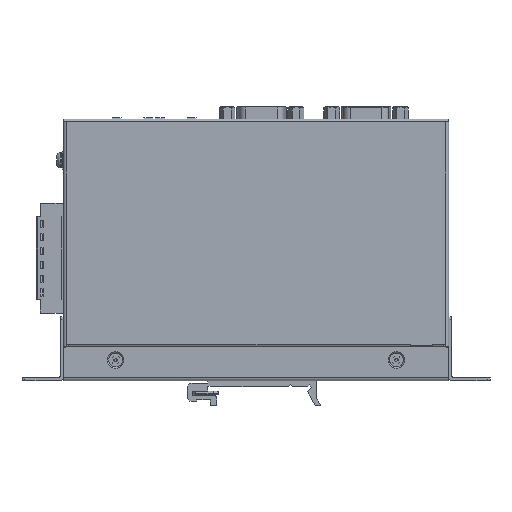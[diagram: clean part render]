
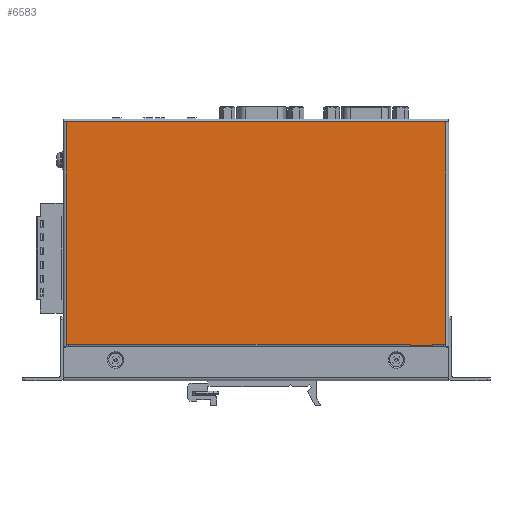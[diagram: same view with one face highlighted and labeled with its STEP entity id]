
A CAD part, left-side view. The second image highlights one B-rep face of the part: STEP entity #6583.
In plain terms, the highlighted planar face has unit normal (-1, 0, 0).
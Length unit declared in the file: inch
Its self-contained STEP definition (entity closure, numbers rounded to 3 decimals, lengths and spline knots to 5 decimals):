
#1287 = DIRECTION ( 'NONE',  ( 0., 0., 1. ) ) ;
#1699 = CARTESIAN_POINT ( 'NONE',  ( -0.82677, -2.58392, 0.61024 ) ) ;
#2250 = ORIENTED_EDGE ( 'NONE', *, *, #38088, .F. ) ;
#5659 = EDGE_CURVE ( 'NONE', #20530, #77351, #73367, .T. ) ;
#6346 = VERTEX_POINT ( 'NONE', #90359 ) ;
#6583 = ADVANCED_FACE ( 'NONE', ( #34444 ), #44287, .F. ) ;
#6717 = ORIENTED_EDGE ( 'NONE', *, *, #123510, .F. ) ;
#10030 = VECTOR ( 'NONE', #90609, 39.37008 ) ;
#10603 = EDGE_CURVE ( 'NONE', #128149, #118088, #15265, .T. ) ;
#10784 = DIRECTION ( 'NONE',  ( 0., -1., 0. ) ) ;
#10827 = CARTESIAN_POINT ( 'NONE',  ( -0.82677, 2.69168, 0.12992 ) ) ;
#11623 = EDGE_CURVE ( 'NONE', #77351, #33949, #77949, .T. ) ;
#13502 = VECTOR ( 'NONE', #62923, 39.37008 ) ;
#13538 = DIRECTION ( 'NONE',  ( 0., 0., -1. ) ) ;
#15209 = DIRECTION ( 'NONE',  ( 0., 1., 0. ) ) ;
#15265 = LINE ( 'NONE', #112802, #63987 ) ;
#15333 = VECTOR ( 'NONE', #29990, 39.37008 ) ;
#15434 = AXIS2_PLACEMENT_3D ( 'NONE', #93994, #54091, #13538 ) ;
#16514 = LINE ( 'NONE', #86502, #74890 ) ;
#19950 = DIRECTION ( 'NONE',  ( 0., 0., 1. ) ) ;
#20473 = CARTESIAN_POINT ( 'NONE',  ( -0.82677, 2.69168, 3.78937 ) ) ;
#20530 = VERTEX_POINT ( 'NONE', #1699 ) ;
#20739 = CARTESIAN_POINT ( 'NONE',  ( -0.82677, 2.69168, 0.61024 ) ) ;
#21588 = EDGE_CURVE ( 'NONE', #105544, #121748, #111544, .T. ) ;
#22029 = DIRECTION ( 'NONE',  ( 0., 1., 0. ) ) ;
#22935 = VECTOR ( 'NONE', #108934, 39.37008 ) ;
#23052 = CARTESIAN_POINT ( 'NONE',  ( -0.82677, -2.58392, 0.12992 ) ) ;
#23871 = EDGE_CURVE ( 'NONE', #6346, #28440, #71186, .T. ) ;
#24776 = CARTESIAN_POINT ( 'NONE',  ( -0.82677, -2.82014, 3.78937 ) ) ;
#28440 = VERTEX_POINT ( 'NONE', #107370 ) ;
#29130 = LINE ( 'NONE', #69026, #22935 ) ;
#29990 = DIRECTION ( 'NONE',  ( 0., 1., 0. ) ) ;
#30277 = CARTESIAN_POINT ( 'NONE',  ( -0.82677, -2.26895, 0.61024 ) ) ;
#30690 = CARTESIAN_POINT ( 'NONE',  ( -0.82677, 2.69168, 3.79134 ) ) ;
#33323 = ORIENTED_EDGE ( 'NONE', *, *, #45594, .F. ) ;
#33949 = VERTEX_POINT ( 'NONE', #93905 ) ;
#34332 = EDGE_CURVE ( 'NONE', #28440, #20530, #16514, .T. ) ;
#34444 = FACE_OUTER_BOUND ( 'NONE', #36187, .T. ) ;
#36187 = EDGE_LOOP ( 'NONE', ( #123462, #58360, #56523, #75733, #94476, #97509, #116694, #70224, #111778, #2250, #109437, #33323, #6717, #126538 ) ) ;
#38088 = EDGE_CURVE ( 'NONE', #121748, #69314, #114196, .T. ) ;
#39178 = DIRECTION ( 'NONE',  ( 0., 1., 0. ) ) ;
#39583 = LINE ( 'NONE', #109557, #95768 ) ;
#44287 = PLANE ( 'NONE',  #15434 ) ;
#45594 = EDGE_CURVE ( 'NONE', #94259, #105544, #50282, .T. ) ;
#48625 = LINE ( 'NONE', #67571, #97286 ) ;
#50282 = LINE ( 'NONE', #111726, #15333 ) ;
#50697 = LINE ( 'NONE', #100425, #66364 ) ;
#51577 = CARTESIAN_POINT ( 'NONE',  ( -0.82677, 2.69168, 0.61024 ) ) ;
#54091 = DIRECTION ( 'NONE',  ( 1., 0., 0. ) ) ;
#56523 = ORIENTED_EDGE ( 'NONE', *, *, #11623, .F. ) ;
#58360 = ORIENTED_EDGE ( 'NONE', *, *, #71900, .F. ) ;
#62746 = VERTEX_POINT ( 'NONE', #30277 ) ;
#62923 = DIRECTION ( 'NONE',  ( 0., 0., -1. ) ) ;
#62983 = CARTESIAN_POINT ( 'NONE',  ( -0.82677, -2.58392, 0.58661 ) ) ;
#63987 = VECTOR ( 'NONE', #73513, 39.37008 ) ;
#66364 = VECTOR ( 'NONE', #10784, 39.37008 ) ;
#66448 = VECTOR ( 'NONE', #39178, 39.37008 ) ;
#67571 = CARTESIAN_POINT ( 'NONE',  ( -0.82677, -2.26895, 0.12992 ) ) ;
#69026 = CARTESIAN_POINT ( 'NONE',  ( -0.82677, -2.82014, 0.12992 ) ) ;
#69314 = VERTEX_POINT ( 'NONE', #106414 ) ;
#70224 = ORIENTED_EDGE ( 'NONE', *, *, #10603, .F. ) ;
#70337 = EDGE_CURVE ( 'NONE', #118088, #6346, #127938, .T. ) ;
#70418 = VERTEX_POINT ( 'NONE', #96583 ) ;
#71186 = LINE ( 'NONE', #51577, #66448 ) ;
#71900 = EDGE_CURVE ( 'NONE', #33949, #62746, #48625, .T. ) ;
#73367 = LINE ( 'NONE', #23052, #13502 ) ;
#73513 = DIRECTION ( 'NONE',  ( 0., 1., 0. ) ) ;
#74890 = VECTOR ( 'NONE', #15209, 39.37008 ) ;
#75733 = ORIENTED_EDGE ( 'NONE', *, *, #5659, .F. ) ;
#77351 = VERTEX_POINT ( 'NONE', #62983 ) ;
#77520 = CARTESIAN_POINT ( 'NONE',  ( -0.82677, -2.78077, 3.78937 ) ) ;
#77949 = LINE ( 'NONE', #100188, #112286 ) ;
#79510 = CARTESIAN_POINT ( 'NONE',  ( -0.82677, -2.78077, 0.12992 ) ) ;
#79660 = VECTOR ( 'NONE', #103718, 39.37008 ) ;
#82274 = CARTESIAN_POINT ( 'NONE',  ( -0.82677, 2.61293, 0.61024 ) ) ;
#85396 = CARTESIAN_POINT ( 'NONE',  ( -0.82677, 2.69168, 3.79134 ) ) ;
#86502 = CARTESIAN_POINT ( 'NONE',  ( -0.82677, 2.69168, 0.61024 ) ) ;
#90359 = CARTESIAN_POINT ( 'NONE',  ( -0.82677, -2.78077, 0.61024 ) ) ;
#90609 = DIRECTION ( 'NONE',  ( 0., 0., 1. ) ) ;
#92653 = LINE ( 'NONE', #20739, #99408 ) ;
#93905 = CARTESIAN_POINT ( 'NONE',  ( -0.82677, -2.26895, 0.58661 ) ) ;
#93994 = CARTESIAN_POINT ( 'NONE',  ( -0.82677, 2.69168, 0.12992 ) ) ;
#94259 = VERTEX_POINT ( 'NONE', #104551 ) ;
#94476 = ORIENTED_EDGE ( 'NONE', *, *, #34332, .F. ) ;
#95768 = VECTOR ( 'NONE', #19950, 39.37008 ) ;
#96583 = CARTESIAN_POINT ( 'NONE',  ( -0.82677, 2.65231, 0.61024 ) ) ;
#97286 = VECTOR ( 'NONE', #1287, 39.37008 ) ;
#97509 = ORIENTED_EDGE ( 'NONE', *, *, #23871, .F. ) ;
#97872 = DIRECTION ( 'NONE',  ( 0., 0., -1. ) ) ;
#99408 = VECTOR ( 'NONE', #22029, 39.37008 ) ;
#99449 = EDGE_CURVE ( 'NONE', #70418, #112886, #50697, .T. ) ;
#100188 = CARTESIAN_POINT ( 'NONE',  ( -0.82677, -0.06423, 0.58661 ) ) ;
#100425 = CARTESIAN_POINT ( 'NONE',  ( -0.82677, 2.65231, 0.61024 ) ) ;
#100744 = VECTOR ( 'NONE', #97872, 39.37008 ) ;
#103718 = DIRECTION ( 'NONE',  ( 0., -1., 0. ) ) ;
#104551 = CARTESIAN_POINT ( 'NONE',  ( -0.82677, 2.65231, 3.78937 ) ) ;
#105544 = VERTEX_POINT ( 'NONE', #20473 ) ;
#106414 = CARTESIAN_POINT ( 'NONE',  ( -0.82677, -2.82014, 3.79134 ) ) ;
#107370 = CARTESIAN_POINT ( 'NONE',  ( -0.82677, -2.7414, 0.61024 ) ) ;
#108934 = DIRECTION ( 'NONE',  ( 0., 0., -1. ) ) ;
#109437 = ORIENTED_EDGE ( 'NONE', *, *, #21588, .F. ) ;
#109557 = CARTESIAN_POINT ( 'NONE',  ( -0.82677, 2.65231, 0.12992 ) ) ;
#111544 = LINE ( 'NONE', #10827, #10030 ) ;
#111726 = CARTESIAN_POINT ( 'NONE',  ( -0.82677, 2.69168, 3.78937 ) ) ;
#111778 = ORIENTED_EDGE ( 'NONE', *, *, #127307, .F. ) ;
#112286 = VECTOR ( 'NONE', #117876, 39.37008 ) ;
#112802 = CARTESIAN_POINT ( 'NONE',  ( -0.82677, 2.69168, 3.78937 ) ) ;
#112886 = VERTEX_POINT ( 'NONE', #82274 ) ;
#114196 = LINE ( 'NONE', #85396, #79660 ) ;
#116694 = ORIENTED_EDGE ( 'NONE', *, *, #70337, .F. ) ;
#117876 = DIRECTION ( 'NONE',  ( 0., 1., 0. ) ) ;
#117904 = EDGE_CURVE ( 'NONE', #62746, #112886, #92653, .T. ) ;
#118088 = VERTEX_POINT ( 'NONE', #77520 ) ;
#121748 = VERTEX_POINT ( 'NONE', #30690 ) ;
#123462 = ORIENTED_EDGE ( 'NONE', *, *, #117904, .F. ) ;
#123510 = EDGE_CURVE ( 'NONE', #70418, #94259, #39583, .T. ) ;
#126538 = ORIENTED_EDGE ( 'NONE', *, *, #99449, .T. ) ;
#127307 = EDGE_CURVE ( 'NONE', #69314, #128149, #29130, .T. ) ;
#127938 = LINE ( 'NONE', #79510, #100744 ) ;
#128149 = VERTEX_POINT ( 'NONE', #24776 ) ;
